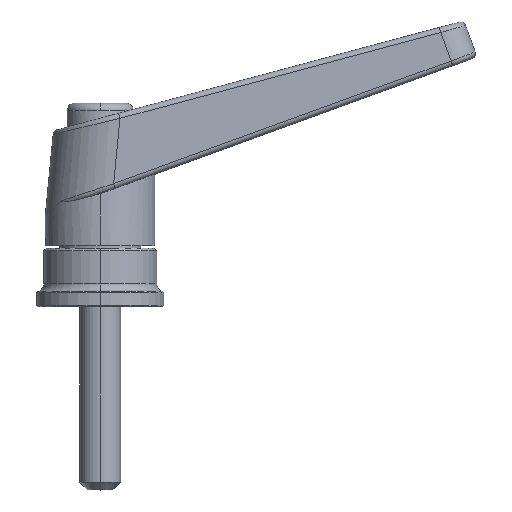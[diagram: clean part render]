
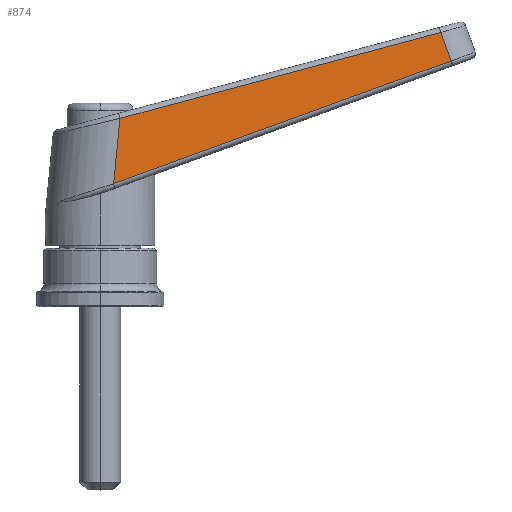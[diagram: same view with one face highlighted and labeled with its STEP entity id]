
A CAD part, top view. The second image highlights one B-rep face of the part: STEP entity #874.
In plain terms, the highlighted planar face has unit normal (0.087, 0, 0.996).
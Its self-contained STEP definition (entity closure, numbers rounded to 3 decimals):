
#538=EDGE_CURVE('',#1080,#1074,#1406,.T.);
#540=VERTEX_POINT('',#1408);
#638=EDGE_CURVE('',#1074,#1222,#1524,.T.);
#788=EDGE_CURVE('',#540,#1080,#1692,.T.);
#874=ADVANCED_FACE('',(#1787),#1788,.F.);
#1036=EDGE_CURVE('',#1222,#540,#1967,.T.);
#1074=VERTEX_POINT('',#2006);
#1080=VERTEX_POINT('',#2013);
#1222=VERTEX_POINT('',#2173);
#1406=LINE('',#2466,#2467);
#1408=CARTESIAN_POINT('',(3.882,36.981,11.455));
#1524=LINE('',#2747,#2748);
#1692=LINE('',#3094,#3095);
#1787=FACE_OUTER_BOUND('',#3318,.T.);
#1788=PLANE('',#3319);
#1967=LINE('',#3701,#3702);
#2006=CARTESIAN_POINT('',(68.923,48.278,5.765));
#2013=CARTESIAN_POINT('',(2.647,24.155,11.563));
#2173=CARTESIAN_POINT('',(66.89,53.864,5.943));
#2466=CARTESIAN_POINT('',(2.647,24.155,11.563));
#2467=VECTOR('',#4359,70.768);
#2747=CARTESIAN_POINT('',(68.923,48.278,5.765));
#2748=VECTOR('',#4521,5.948);
#3094=CARTESIAN_POINT('',(3.882,36.981,11.455));
#3095=VECTOR('',#4692,12.886);
#3318=EDGE_LOOP('',(#4808,#4809,#4810,#4811));
#3319=AXIS2_PLACEMENT_3D('',#4812,#4813,#4814);
#3701=CARTESIAN_POINT('',(66.89,53.864,5.943));
#3702=VECTOR('',#5035,65.463);
#4359=DIRECTION('',(0.937,0.341,-0.082));
#4521=DIRECTION('',(-0.342,0.939,0.03));
#4692=DIRECTION('',(-0.096,-0.995,0.008));
#4808=ORIENTED_EDGE('',*,*,#638,.T.);
#4809=ORIENTED_EDGE('',*,*,#1036,.T.);
#4810=ORIENTED_EDGE('',*,*,#788,.T.);
#4811=ORIENTED_EDGE('',*,*,#538,.T.);
#4812=CARTESIAN_POINT('',(1.024,63.0,11.705));
#4813=DIRECTION('',(-0.087,0.0,-0.996));
#4814=DIRECTION('',(-0.996,0.0,0.087));
#5035=DIRECTION('',(-0.962,-0.258,0.084));
